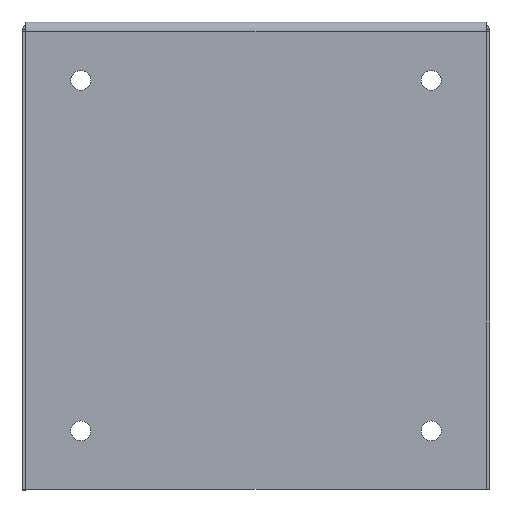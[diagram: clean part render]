
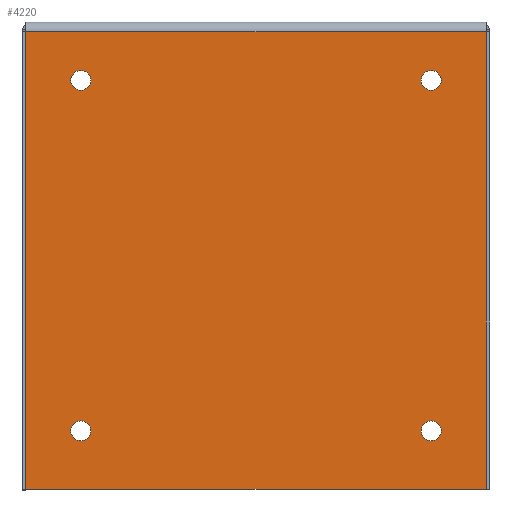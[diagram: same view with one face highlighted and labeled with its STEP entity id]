
A CAD part, top view. The second image highlights one B-rep face of the part: STEP entity #4220.
In plain terms, the highlighted planar face has unit normal (0, 0, 1).
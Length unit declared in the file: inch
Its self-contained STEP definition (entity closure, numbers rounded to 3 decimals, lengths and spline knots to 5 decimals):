
#326=DIRECTION('',(0.,-1.,0.));
#327=VECTOR('',#326,7.7126);
#328=CARTESIAN_POINT('',(-3.87795,-0.16142,0.));
#329=LINE('',#328,#327);
#338=DIRECTION('',(-1.,0.,0.));
#339=VECTOR('',#338,7.75591);
#340=CARTESIAN_POINT('',(3.87795,-0.16142,0.));
#341=LINE('',#340,#339);
#342=CARTESIAN_POINT('',(2.95276,-0.98425,0.));
#343=DIRECTION('',(0.,0.,1.));
#344=DIRECTION('',(-1.,0.,0.));
#345=AXIS2_PLACEMENT_3D('',#342,#343,#344);
#347=CARTESIAN_POINT('',(2.95276,-0.98425,0.));
#348=DIRECTION('',(0.,0.,1.));
#349=DIRECTION('',(1.,0.,0.));
#350=AXIS2_PLACEMENT_3D('',#347,#348,#349);
#352=CARTESIAN_POINT('',(2.95276,-6.88976,0.));
#353=DIRECTION('',(0.,0.,1.));
#354=DIRECTION('',(-1.,0.,0.));
#355=AXIS2_PLACEMENT_3D('',#352,#353,#354);
#357=CARTESIAN_POINT('',(2.95276,-6.88976,0.));
#358=DIRECTION('',(0.,0.,1.));
#359=DIRECTION('',(1.,0.,0.));
#360=AXIS2_PLACEMENT_3D('',#357,#358,#359);
#362=CARTESIAN_POINT('',(-2.95276,-6.88976,0.));
#363=DIRECTION('',(0.,0.,1.));
#364=DIRECTION('',(-1.,0.,0.));
#365=AXIS2_PLACEMENT_3D('',#362,#363,#364);
#367=CARTESIAN_POINT('',(-2.95276,-6.88976,0.));
#368=DIRECTION('',(0.,0.,1.));
#369=DIRECTION('',(1.,0.,0.));
#370=AXIS2_PLACEMENT_3D('',#367,#368,#369);
#372=CARTESIAN_POINT('',(-2.95276,-0.98425,0.));
#373=DIRECTION('',(0.,0.,1.));
#374=DIRECTION('',(-1.,0.,0.));
#375=AXIS2_PLACEMENT_3D('',#372,#373,#374);
#377=CARTESIAN_POINT('',(-2.95276,-0.98425,0.));
#378=DIRECTION('',(0.,0.,1.));
#379=DIRECTION('',(1.,0.,0.));
#380=AXIS2_PLACEMENT_3D('',#377,#378,#379);
#382=DIRECTION('',(0.,-1.,0.));
#383=VECTOR('',#382,7.7126);
#384=CARTESIAN_POINT('',(3.87795,-0.16142,0.));
#385=LINE('',#384,#383);
#550=DIRECTION('',(1.,0.,0.));
#551=VECTOR('',#550,7.75591);
#552=CARTESIAN_POINT('',(-3.87795,-7.87402,0.));
#553=LINE('',#552,#551);
#2961=CARTESIAN_POINT('',(-3.87795,-0.16142,0.));
#2962=CARTESIAN_POINT('',(-3.87795,-7.87402,0.));
#2963=VERTEX_POINT('',#2961);
#2964=VERTEX_POINT('',#2962);
#2965=CARTESIAN_POINT('',(3.87795,-0.16142,0.));
#2966=VERTEX_POINT('',#2965);
#2973=CARTESIAN_POINT('',(3.87795,-7.87402,0.));
#2975=VERTEX_POINT('',#2973);
#2993=CARTESIAN_POINT('',(2.78543,-0.98425,0.));
#2994=CARTESIAN_POINT('',(3.12008,-0.98425,0.));
#2995=VERTEX_POINT('',#2993);
#2996=VERTEX_POINT('',#2994);
#2997=CARTESIAN_POINT('',(2.78543,-6.88976,0.));
#2998=CARTESIAN_POINT('',(3.12008,-6.88976,0.));
#2999=VERTEX_POINT('',#2997);
#3000=VERTEX_POINT('',#2998);
#3001=CARTESIAN_POINT('',(-3.12008,-6.88976,0.));
#3002=CARTESIAN_POINT('',(-2.78543,-6.88976,0.));
#3003=VERTEX_POINT('',#3001);
#3004=VERTEX_POINT('',#3002);
#3005=CARTESIAN_POINT('',(-3.12008,-0.98425,0.));
#3006=CARTESIAN_POINT('',(-2.78543,-0.98425,0.));
#3007=VERTEX_POINT('',#3005);
#3008=VERTEX_POINT('',#3006);
#4183=CARTESIAN_POINT('',(3.87795,-0.16142,0.));
#4184=DIRECTION('',(0.,0.,-1.));
#4185=DIRECTION('',(0.,-1.,0.));
#4186=AXIS2_PLACEMENT_3D('',#4183,#4184,#4185);
#4187=PLANE('',#4186);
#4189=ORIENTED_EDGE('',*,*,#4188,.T.);
#4191=ORIENTED_EDGE('',*,*,#4190,.F.);
#4192=ORIENTED_EDGE('',*,*,#4173,.F.);
#4193=ORIENTED_EDGE('',*,*,#3659,.F.);
#4194=EDGE_LOOP('',(#4189,#4191,#4192,#4193));
#4195=FACE_OUTER_BOUND('',#4194,.F.);
#4197=ORIENTED_EDGE('',*,*,#4196,.T.);
#4199=ORIENTED_EDGE('',*,*,#4198,.T.);
#4200=EDGE_LOOP('',(#4197,#4199));
#4201=FACE_BOUND('',#4200,.F.);
#4203=ORIENTED_EDGE('',*,*,#4202,.T.);
#4205=ORIENTED_EDGE('',*,*,#4204,.T.);
#4206=EDGE_LOOP('',(#4203,#4205));
#4207=FACE_BOUND('',#4206,.F.);
#4209=ORIENTED_EDGE('',*,*,#4208,.T.);
#4211=ORIENTED_EDGE('',*,*,#4210,.T.);
#4212=EDGE_LOOP('',(#4209,#4211));
#4213=FACE_BOUND('',#4212,.F.);
#4215=ORIENTED_EDGE('',*,*,#4214,.T.);
#4217=ORIENTED_EDGE('',*,*,#4216,.T.);
#4218=EDGE_LOOP('',(#4215,#4217));
#4219=FACE_BOUND('',#4218,.F.);
#4220=ADVANCED_FACE('',(#4195,#4201,#4207,#4213,#4219),#4187,.F.);
#346=CIRCLE('',#345,0.16732);
#351=CIRCLE('',#350,0.16732);
#356=CIRCLE('',#355,0.16732);
#361=CIRCLE('',#360,0.16732);
#366=CIRCLE('',#365,0.16732);
#371=CIRCLE('',#370,0.16732);
#376=CIRCLE('',#375,0.16732);
#381=CIRCLE('',#380,0.16732);
#3659=EDGE_CURVE('',#2966,#2963,#341,.T.);
#4173=EDGE_CURVE('',#2963,#2964,#329,.T.);
#4188=EDGE_CURVE('',#2966,#2975,#385,.T.);
#4190=EDGE_CURVE('',#2964,#2975,#553,.T.);
#4196=EDGE_CURVE('',#2995,#2996,#346,.T.);
#4198=EDGE_CURVE('',#2996,#2995,#351,.T.);
#4202=EDGE_CURVE('',#2999,#3000,#356,.T.);
#4204=EDGE_CURVE('',#3000,#2999,#361,.T.);
#4208=EDGE_CURVE('',#3003,#3004,#366,.T.);
#4210=EDGE_CURVE('',#3004,#3003,#371,.T.);
#4214=EDGE_CURVE('',#3007,#3008,#376,.T.);
#4216=EDGE_CURVE('',#3008,#3007,#381,.T.);
